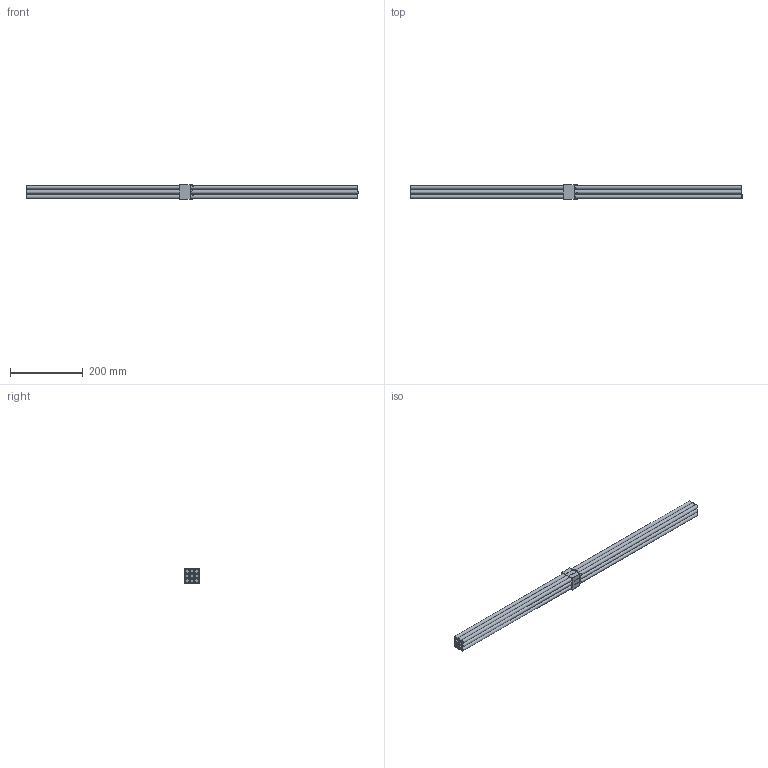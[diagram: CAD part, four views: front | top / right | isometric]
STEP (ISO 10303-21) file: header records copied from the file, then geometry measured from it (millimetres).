
FILE_DESCRIPTION(/* description */ (''),/* implementation_level */ '2;1');
FILE_NAME(/* name */ '030721_full.stp',/* time_stamp */ '2021-07-03T14:53:24+02:00',/* author */ ('tas46'),/* organization */ (''),/* preprocessor_version */ 'ST-DEVELOPER v16.1',/* originating_system */ 'Autodesk Inventor 2016',/* authorisation */ '');
FILE_SCHEMA (('AUTOMOTIVE_DESIGN { 1 0 10303 214 3 1 1 }'));
Length unit declared in the file: millimetre
Products named in the file (37): rod; rod_1; Spagergrid; rod_2; rod_3; rod_4; rod_5; rod_6; rod_7; rod_8; side; side_1; side_2; side_3; side_4; side_5; side_6; side_7; side_8; gelb; gelb_1; gelb_2; gelb_3; gelb_4; gelb_5; gelb_6; gelb_7; grün; grün_1; grün_2; grün_3; grün_4; grün_5; grün_6; grün_7; grün_8; 030721_full
Assembly tree (37 placements, depth 2):
  030721_full
    rod
    rod_1
    Spagergrid
    rod_2
    rod_3
    rod_4
    rod_5
    rod_6
    rod_7
    rod_8
    side
    side_1
    side_2
    side_3
    side_4
    side_5
    side_6
    side_7
    side_8
    gelb
    gelb_1
    gelb_2
    gelb_3
    gelb_4
    gelb_5
    gelb_6
    gelb_7
    grün
    grün_1
    grün_2
    grün_3  x2
    grün_4
    grün_5
    grün_6
    grün_7
    grün_8
Bounding box: 910 x 39.9 x 39.9 mm (x, y, z)
Volume: 651048.5 mm3; surface area: 279808.4 mm2
Topology: 37 solids, 37 shells, 636 faces, 1434 edges, 908 vertices
Faces by surface type: plane 393, cylinder 225, bspline 18
Full cylindrical faces by diameter (mm): 5 x36, 10 x9
Entity records: 17827 total; most frequent: CARTESIAN_POINT 3258, DIRECTION 3043, ORIENTED_EDGE 2674, EDGE_CURVE 1337, AXIS2_PLACEMENT_3D 1069, LINE 905, VECTOR 905, VERTEX_POINT 876
